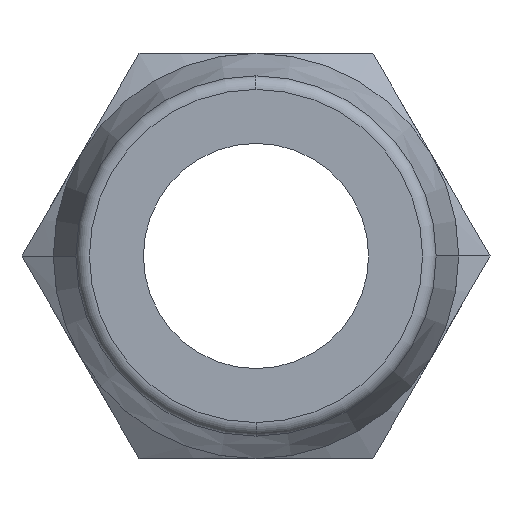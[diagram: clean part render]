
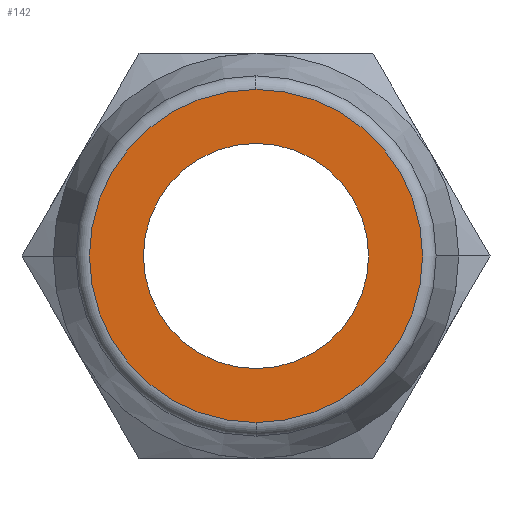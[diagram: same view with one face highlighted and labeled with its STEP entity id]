
A CAD part, front view. The second image highlights one B-rep face of the part: STEP entity #142.
In plain terms, the highlighted planar face has unit normal (0, -1, 0).
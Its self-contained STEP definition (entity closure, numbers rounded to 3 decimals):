
#142=ADVANCED_FACE('',(#289,#290),#291,.T.);
#289=FACE_BOUND('',#438,.T.);
#290=FACE_OUTER_BOUND('',#439,.T.);
#291=PLANE('',#440);
#438=EDGE_LOOP('',(#765,#766));
#439=EDGE_LOOP('',(#767,#768,#769));
#440=AXIS2_PLACEMENT_3D('',#770,#771,#772);
#765=ORIENTED_EDGE('',*,*,#936,.T.);
#766=ORIENTED_EDGE('',*,*,#915,.T.);
#767=ORIENTED_EDGE('',*,*,#982,.F.);
#768=ORIENTED_EDGE('',*,*,#983,.F.);
#769=ORIENTED_EDGE('',*,*,#973,.F.);
#770=CARTESIAN_POINT('',(1.85,0.,0.0));
#771=DIRECTION('',(0.,-1.0,-0.0));
#772=DIRECTION('',(-1.0,0.,0.0));
#915=EDGE_CURVE('',#1097,#1099,#1101,.T.);
#936=EDGE_CURVE('',#1099,#1097,#1129,.T.);
#973=EDGE_CURVE('',#1172,#1170,#1174,.T.);
#982=EDGE_CURVE('',#1183,#1172,#1184,.T.);
#983=EDGE_CURVE('',#1170,#1183,#1185,.T.);
#1097=VERTEX_POINT('',#1487);
#1099=VERTEX_POINT('',#1490);
#1101=CIRCLE('',#1493,2.5);
#1129=CIRCLE('',#1570,2.5);
#1170=VERTEX_POINT('',#1642);
#1172=VERTEX_POINT('',#1644);
#1174=CIRCLE('',#1646,3.7);
#1183=VERTEX_POINT('',#1655);
#1184=CIRCLE('',#1656,3.7);
#1185=CIRCLE('',#1657,3.7);
#1487=CARTESIAN_POINT('',(2.5,0.,0.));
#1490=CARTESIAN_POINT('',(-2.5,0.0,0.));
#1493=AXIS2_PLACEMENT_3D('',#1764,#1765,#1766);
#1570=AXIS2_PLACEMENT_3D('',#1787,#1788,#1789);
#1642=CARTESIAN_POINT('',(0.,0.,3.7));
#1644=CARTESIAN_POINT('',(0.,0.,-3.7));
#1646=AXIS2_PLACEMENT_3D('',#1841,#1842,#1843);
#1655=CARTESIAN_POINT('',(3.7,0.,0.0));
#1656=AXIS2_PLACEMENT_3D('',#1850,#1851,#1852);
#1657=AXIS2_PLACEMENT_3D('',#1853,#1854,#1855);
#1764=CARTESIAN_POINT('',(0.0,0.0,0.0));
#1765=DIRECTION('',(0.,1.0,0.0));
#1766=DIRECTION('',(1.0,0.,0.0));
#1787=CARTESIAN_POINT('',(0.0,0.0,0.0));
#1788=DIRECTION('',(0.,1.0,0.0));
#1789=DIRECTION('',(1.0,0.,0.0));
#1841=CARTESIAN_POINT('',(0.0,0.,0.0));
#1842=DIRECTION('',(-0.0,1.0,0.0));
#1843=DIRECTION('',(1.0,0.0,0.0));
#1850=CARTESIAN_POINT('',(0.0,0.,0.0));
#1851=DIRECTION('',(-0.0,1.0,0.0));
#1852=DIRECTION('',(1.0,0.0,0.0));
#1853=CARTESIAN_POINT('',(0.0,0.,0.0));
#1854=DIRECTION('',(-0.0,1.0,0.0));
#1855=DIRECTION('',(1.0,0.0,0.0));
